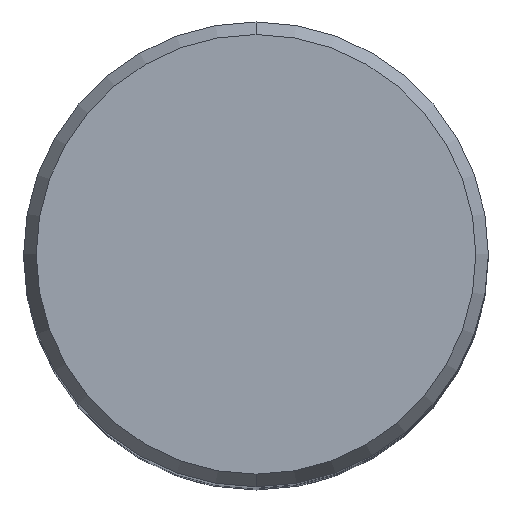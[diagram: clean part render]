
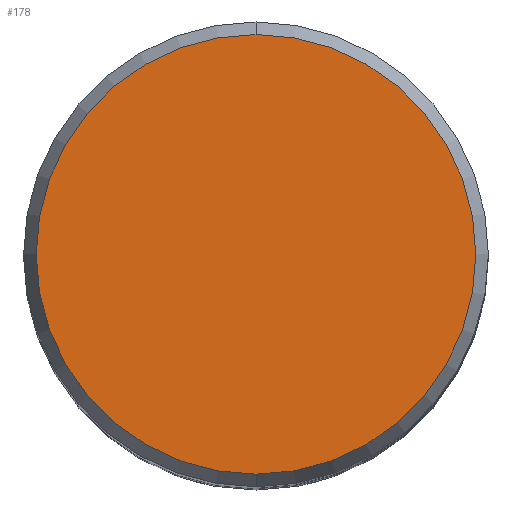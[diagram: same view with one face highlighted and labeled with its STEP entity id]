
A CAD part, top view. The second image highlights one B-rep face of the part: STEP entity #178.
In plain terms, the highlighted planar face has unit normal (0, 0, 1).
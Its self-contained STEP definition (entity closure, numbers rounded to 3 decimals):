
#104=VERTEX_POINT('',#229);
#124=VERTEX_POINT('',#255);
#136=EDGE_CURVE('',#124,#104,#268,.T.);
#178=ADVANCED_FACE('',(#316),#317,.T.);
#180=EDGE_CURVE('',#104,#124,#319,.T.);
#229=CARTESIAN_POINT('',(0.0,12.012,0.01));
#255=CARTESIAN_POINT('',(0.,-12.012,0.01));
#268=CIRCLE('',#412,12.012);
#316=FACE_OUTER_BOUND('',#472,.T.);
#317=PLANE('',#473);
#319=CIRCLE('',#476,12.012);
#412=AXIS2_PLACEMENT_3D('',#560,#561,#562);
#472=EDGE_LOOP('',(#627,#628));
#473=AXIS2_PLACEMENT_3D('',#629,#630,#631);
#476=AXIS2_PLACEMENT_3D('',#632,#633,#634);
#560=CARTESIAN_POINT('',(0.0,0.0,0.01));
#561=DIRECTION('',(0.0,0.0,-1.0));
#562=DIRECTION('',(0.0,1.0,0.0));
#627=ORIENTED_EDGE('',*,*,#180,.F.);
#628=ORIENTED_EDGE('',*,*,#136,.F.);
#629=CARTESIAN_POINT('',(0.0,6.006,0.01));
#630=DIRECTION('',(-0.0,0.0,1.0));
#631=DIRECTION('',(0.0,-1.0,0.0));
#632=CARTESIAN_POINT('',(0.0,0.0,0.01));
#633=DIRECTION('',(0.0,0.0,-1.0));
#634=DIRECTION('',(0.0,1.0,0.0));
